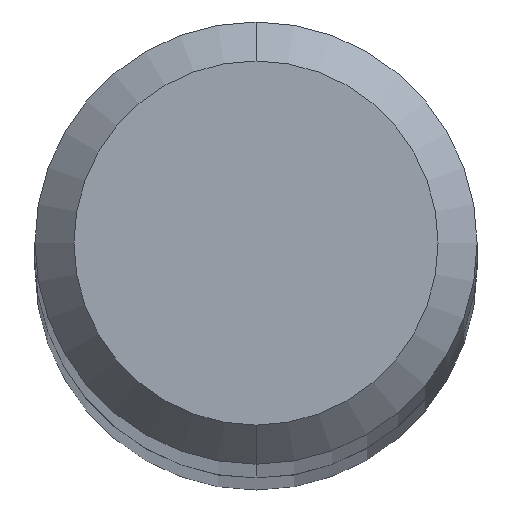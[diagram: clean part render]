
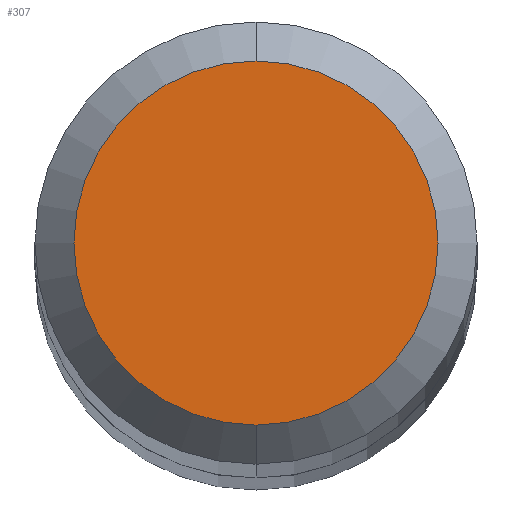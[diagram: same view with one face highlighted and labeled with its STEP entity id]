
A CAD part, top view. The second image highlights one B-rep face of the part: STEP entity #307.
In plain terms, the highlighted planar face has unit normal (0, 0, 1).
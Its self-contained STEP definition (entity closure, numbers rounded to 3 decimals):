
#167=EDGE_CURVE('',#353,#251,#443,.T.);
#179=EDGE_CURVE('',#251,#353,#457,.T.);
#251=VERTEX_POINT('',#537);
#307=ADVANCED_FACE('',(#598),#599,.T.);
#353=VERTEX_POINT('',#649);
#443=CIRCLE('',#740,1.4);
#457=CIRCLE('',#760,1.4);
#537=CARTESIAN_POINT('',(0.,-1.4,0.0));
#598=FACE_OUTER_BOUND('',#1084,.T.);
#599=PLANE('',#1085);
#649=CARTESIAN_POINT('',(0.0,1.4,0.0));
#740=AXIS2_PLACEMENT_3D('',#1325,#1326,#1327);
#760=AXIS2_PLACEMENT_3D('',#1347,#1348,#1349);
#1084=EDGE_LOOP('',(#1508,#1509));
#1085=AXIS2_PLACEMENT_3D('',#1510,#1511,#1512);
#1325=CARTESIAN_POINT('',(0.0,0.0,0.0));
#1326=DIRECTION('',(0.0,0.0,-1.0));
#1327=DIRECTION('',(0.0,1.0,0.0));
#1347=CARTESIAN_POINT('',(0.0,0.0,0.0));
#1348=DIRECTION('',(0.0,0.0,-1.0));
#1349=DIRECTION('',(0.0,1.0,0.0));
#1508=ORIENTED_EDGE('',*,*,#167,.F.);
#1509=ORIENTED_EDGE('',*,*,#179,.F.);
#1510=CARTESIAN_POINT('',(0.0,0.7,0.0));
#1511=DIRECTION('',(-0.0,0.0,1.0));
#1512=DIRECTION('',(0.0,-1.0,0.0));
